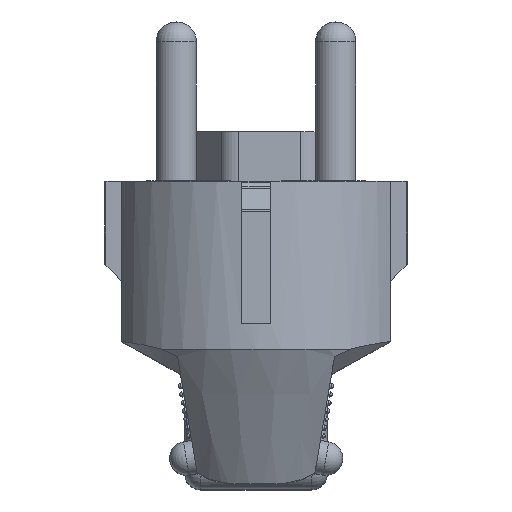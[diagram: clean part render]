
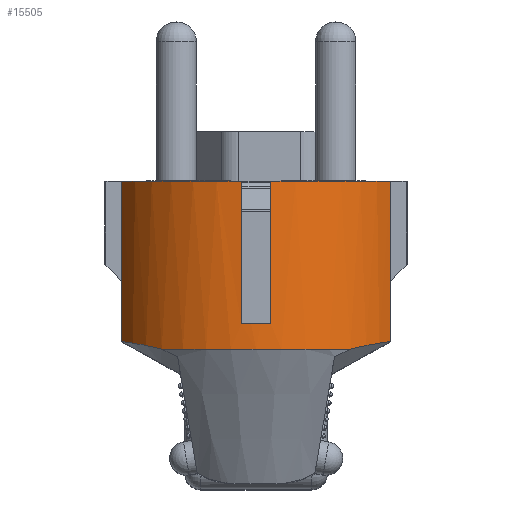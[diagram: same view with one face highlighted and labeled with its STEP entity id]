
A CAD part, top view. The second image highlights one B-rep face of the part: STEP entity #15505.
In plain terms, the highlighted cylindrical face has radius 18 mm (diameter 36 mm), a partial arc.
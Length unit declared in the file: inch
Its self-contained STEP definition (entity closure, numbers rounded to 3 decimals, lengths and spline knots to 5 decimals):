
#3 = CARTESIAN_POINT ( 'NONE',  ( 0.76276, -0.44111, -0.55465 ) ) ;
#128 = CARTESIAN_POINT ( 'NONE',  ( 0.66929, 0., 0. ) ) ;
#252 = CARTESIAN_POINT ( 'NONE',  ( 0.76388, -0.44841, -0.54876 ) ) ;
#312 = VERTEX_POINT ( 'NONE', #4746 ) ;
#351 = EDGE_CURVE ( 'NONE', #1982, #312, #9577, .T. ) ;
#509 = CARTESIAN_POINT ( 'NONE',  ( 0.66929, -0.7053, 0.0689 ) ) ;
#687 = CARTESIAN_POINT ( 'NONE',  ( 0.76538, -0.45777, 0.54098 ) ) ;
#921 = CARTESIAN_POINT ( 'NONE',  ( 0., 0., 0. ) ) ;
#947 = CARTESIAN_POINT ( 'NONE',  ( 1.41732, -0.32465, 0.62992 ) ) ;
#983 = VECTOR ( 'NONE', #16092, 39.37008 ) ;
#1044 = DIRECTION ( 'NONE',  ( -1., 0., 0. ) ) ;
#1130 = VERTEX_POINT ( 'NONE', #509 ) ;
#1172 = CARTESIAN_POINT ( 'NONE',  ( 0.75536, -0.37899, -0.59884 ) ) ;
#1181 = CARTESIAN_POINT ( 'NONE',  ( 0., -0.32465, 0.62992 ) ) ;
#1189 = CARTESIAN_POINT ( 'NONE',  ( 0.75143, -0.32465, -0.62992 ) ) ;
#1197 = EDGE_CURVE ( 'NONE', #15633, #312, #4725, .T. ) ;
#1220 = DIRECTION ( 'NONE',  ( 1., 0., 0. ) ) ;
#1713 = CARTESIAN_POINT ( 'NONE',  ( 1.41732, 0., 0. ) ) ;
#1982 = VERTEX_POINT ( 'NONE', #1189 ) ;
#2118 = LINE ( 'NONE', #947, #6876 ) ;
#2261 = DIRECTION ( 'NONE',  ( 0., 0., -1. ) ) ;
#2344 = CARTESIAN_POINT ( 'NONE',  ( 0.66929, -0.7053, -0.0689 ) ) ;
#2689 = CARTESIAN_POINT ( 'NONE',  ( 0.76331, -0.44475, -0.55173 ) ) ;
#2956 = EDGE_LOOP ( 'NONE', ( #5443, #6926, #10236, #14578, #6158, #16585, #14054, #12052, #4232, #12562 ) ) ;
#3047 = CIRCLE ( 'NONE', #11976, 0.70866 ) ;
#3071 = DIRECTION ( 'NONE',  ( 0., 0., -1. ) ) ;
#3232 = CARTESIAN_POINT ( 'NONE',  ( 0.75862, -0.41003, 0.57803 ) ) ;
#3309 = CARTESIAN_POINT ( 'NONE',  ( 0.76481, -0.45429, 0.5439 ) ) ;
#3310 = CARTESIAN_POINT ( 'NONE',  ( 0.7874, -0.55373, -0.44225 ) ) ;
#3394 = CIRCLE ( 'NONE', #4463, 0.70866 ) ;
#3471 = EDGE_CURVE ( 'NONE', #16081, #4430, #9154, .T. ) ;
#3802 = CARTESIAN_POINT ( 'NONE',  ( 0.76993, -0.48697, -0.51711 ) ) ;
#3874 = CARTESIAN_POINT ( 'NONE',  ( 0.7874, -0.55373, -0.44225 ) ) ;
#3950 = CARTESIAN_POINT ( 'NONE',  ( 0.76051, -0.42509, -0.56704 ) ) ;
#4119 = CARTESIAN_POINT ( 'NONE',  ( 0.75399, -0.36312, -0.60859 ) ) ;
#4232 = ORIENTED_EDGE ( 'NONE', *, *, #7134, .F. ) ;
#4397 = CARTESIAN_POINT ( 'NONE',  ( 0.7874, -0.55373, 0.44225 ) ) ;
#4430 = VERTEX_POINT ( 'NONE', #12787 ) ;
#4463 = AXIS2_PLACEMENT_3D ( 'NONE', #128, #5275, #6483 ) ;
#4498 = CARTESIAN_POINT ( 'NONE',  ( 0.7874, 0., 0. ) ) ;
#4725 = CIRCLE ( 'NONE', #10412, 0.70866 ) ;
#4737 = CARTESIAN_POINT ( 'NONE',  ( 0.76674, -0.46585, 0.53409 ) ) ;
#4746 = CARTESIAN_POINT ( 'NONE',  ( 0., -0.32465, -0.62992 ) ) ;
#5013 = VERTEX_POINT ( 'NONE', #6903 ) ;
#5275 = DIRECTION ( 'NONE',  ( 1., 0., 0. ) ) ;
#5443 = ORIENTED_EDGE ( 'NONE', *, *, #12614, .F. ) ;
#5703 = EDGE_CURVE ( 'NONE', #1982, #15728, #8493, .T. ) ;
#5775 = CARTESIAN_POINT ( 'NONE',  ( 1.41732, -0.32465, -0.62992 ) ) ;
#5857 = CARTESIAN_POINT ( 'NONE',  ( 0.78256, -0.53793, 0.46204 ) ) ;
#5953 = CARTESIAN_POINT ( 'NONE',  ( 0.75265, -0.34719, 0.61831 ) ) ;
#6029 = CARTESIAN_POINT ( 'NONE',  ( 0.76256, -0.44001, 0.55565 ) ) ;
#6158 = ORIENTED_EDGE ( 'NONE', *, *, #13296, .F. ) ;
#6316 = VERTEX_POINT ( 'NONE', #15921 ) ;
#6335 = CARTESIAN_POINT ( 'NONE',  ( 0.76368, -0.44717, -0.54977 ) ) ;
#6399 = DIRECTION ( 'NONE',  ( 0., 0., -1. ) ) ;
#6419 = VECTOR ( 'NONE', #7943, 39.37008 ) ;
#6478 = VECTOR ( 'NONE', #14422, 39.37008 ) ;
#6483 = DIRECTION ( 'NONE',  ( 0., 0., 1. ) ) ;
#6584 = CARTESIAN_POINT ( 'NONE',  ( 0.75859, -0.41003, -0.57813 ) ) ;
#6876 = VECTOR ( 'NONE', #1044, 39.37008 ) ;
#6903 = CARTESIAN_POINT ( 'NONE',  ( 0.75143, -0.32465, 0.62992 ) ) ;
#6926 = ORIENTED_EDGE ( 'NONE', *, *, #1197, .T. ) ;
#7134 = EDGE_CURVE ( 'NONE', #1130, #4430, #10651, .T. ) ;
#7291 = CARTESIAN_POINT ( 'NONE',  ( 0.75924, -0.4151, 0.57439 ) ) ;
#7663 = CARTESIAN_POINT ( 'NONE',  ( 0., 0., 0. ) ) ;
#7943 = DIRECTION ( 'NONE',  ( -1., 0., 0. ) ) ;
#8467 = CARTESIAN_POINT ( 'NONE',  ( 0.7543, -0.36879, 0.60564 ) ) ;
#8493 = B_SPLINE_CURVE_WITH_KNOTS ( 'NONE', 3,
 ( #14289, #11660, #11822, #4119, #14378, #1172, #11728, #15405, #6584, #3950, #9122, #3, #2689, #6335, #252, #3802, #16659, #3874 ),
 .UNSPECIFIED., .F., .F.,
 ( 4, 2, 2, 2, 2, 1, 1, 2, 2, 4 ),
 ( 0., 0.125, 0.1875, 0.25, 0.375, 0.4375, 0.46875, 0.48438, 0.5, 1. ),
 .UNSPECIFIED. ) ;
#8559 = CARTESIAN_POINT ( 'NONE',  ( 0.77053, -0.48626, 0.51566 ) ) ;
#9084 = VERTEX_POINT ( 'NONE', #2344 ) ;
#9122 = CARTESIAN_POINT ( 'NONE',  ( 0.76151, -0.43255, -0.5614 ) ) ;
#9154 = CIRCLE ( 'NONE', #15103, 0.70866 ) ;
#9577 = LINE ( 'NONE', #5775, #983 ) ;
#10236 = ORIENTED_EDGE ( 'NONE', *, *, #351, .F. ) ;
#10412 = AXIS2_PLACEMENT_3D ( 'NONE', #921, #13879, #2261 ) ;
#10510 = CARTESIAN_POINT ( 'NONE',  ( 1.41732, -0.7053, -0.0689 ) ) ;
#10572 = EDGE_CURVE ( 'NONE', #6316, #5013, #11687, .T. ) ;
#10651 = LINE ( 'NONE', #15822, #6419 ) ;
#10924 = CARTESIAN_POINT ( 'NONE',  ( 0.77819, -0.52124, 0.48075 ) ) ;
#11018 = CARTESIAN_POINT ( 'NONE',  ( 0.76444, -0.45196, 0.54583 ) ) ;
#11660 = CARTESIAN_POINT ( 'NONE',  ( 0.75204, -0.33591, -0.62412 ) ) ;
#11687 = B_SPLINE_CURVE_WITH_KNOTS ( 'NONE', 3,
 ( #4397, #5857, #10924, #12270, #8559, #15096, #4737, #687, #3309, #11018, #13730, #6029, #14936, #7291, #3232, #16008, #12368, #8467, #5953, #16084 ),
 .UNSPECIFIED., .F., .F.,
 ( 4, 2, 2, 1, 1, 2, 2, 2, 2, 2, 4 ),
 ( 0., 0.25, 0.375, 0.4375, 0.46875, 0.48437, 0.5, 0.625, 0.6875, 0.75, 1. ),
 .UNSPECIFIED. ) ;
#11728 = CARTESIAN_POINT ( 'NONE',  ( 0.75585, -0.38413, -0.59555 ) ) ;
#11822 = CARTESIAN_POINT ( 'NONE',  ( 0.75276, -0.34694, -0.61805 ) ) ;
#11976 = AXIS2_PLACEMENT_3D ( 'NONE', #4498, #12133, #3071 ) ;
#12033 = DIRECTION ( 'NONE',  ( 1., 0., 0. ) ) ;
#12052 = ORIENTED_EDGE ( 'NONE', *, *, #3471, .T. ) ;
#12133 = DIRECTION ( 'NONE',  ( 1., 0., 0. ) ) ;
#12270 = CARTESIAN_POINT ( 'NONE',  ( 0.77236, -0.49514, 0.50714 ) ) ;
#12368 = CARTESIAN_POINT ( 'NONE',  ( 0.7569, -0.39455, 0.5887 ) ) ;
#12562 = ORIENTED_EDGE ( 'NONE', *, *, #16647, .T. ) ;
#12614 = EDGE_CURVE ( 'NONE', #15633, #9084, #15843, .T. ) ;
#12744 = AXIS2_PLACEMENT_3D ( 'NONE', #1713, #12033, #15932 ) ;
#12787 = CARTESIAN_POINT ( 'NONE',  ( 0., -0.7053, 0.0689 ) ) ;
#13296 = EDGE_CURVE ( 'NONE', #6316, #15728, #3047, .T. ) ;
#13315 = FACE_OUTER_BOUND ( 'NONE', #2956, .T. ) ;
#13730 = CARTESIAN_POINT ( 'NONE',  ( 0.76426, -0.45083, 0.54677 ) ) ;
#13731 = CARTESIAN_POINT ( 'NONE',  ( 0., -0.7053, -0.0689 ) ) ;
#13879 = DIRECTION ( 'NONE',  ( 1., 0., 0. ) ) ;
#14054 = ORIENTED_EDGE ( 'NONE', *, *, #15635, .T. ) ;
#14289 = CARTESIAN_POINT ( 'NONE',  ( 0.75143, -0.32465, -0.62992 ) ) ;
#14378 = CARTESIAN_POINT ( 'NONE',  ( 0.75443, -0.36845, -0.60538 ) ) ;
#14422 = DIRECTION ( 'NONE',  ( 1., 0., 0. ) ) ;
#14578 = ORIENTED_EDGE ( 'NONE', *, *, #5703, .T. ) ;
#14754 = CYLINDRICAL_SURFACE ( 'NONE', #12744, 0.70866 ) ;
#14936 = CARTESIAN_POINT ( 'NONE',  ( 0.76116, -0.43017, 0.5633 ) ) ;
#15096 = CARTESIAN_POINT ( 'NONE',  ( 0.76798, -0.47269, 0.52801 ) ) ;
#15103 = AXIS2_PLACEMENT_3D ( 'NONE', #7663, #1220, #6399 ) ;
#15405 = CARTESIAN_POINT ( 'NONE',  ( 0.75742, -0.39979, -0.58526 ) ) ;
#15505 = ADVANCED_FACE ( 'NONE', ( #13315 ), #14754, .T. ) ;
#15633 = VERTEX_POINT ( 'NONE', #13731 ) ;
#15635 = EDGE_CURVE ( 'NONE', #5013, #16081, #2118, .T. ) ;
#15728 = VERTEX_POINT ( 'NONE', #3310 ) ;
#15822 = CARTESIAN_POINT ( 'NONE',  ( 1.41732, -0.7053, 0.0689 ) ) ;
#15843 = LINE ( 'NONE', #10510, #6478 ) ;
#15921 = CARTESIAN_POINT ( 'NONE',  ( 0.7874, -0.55373, 0.44225 ) ) ;
#15932 = DIRECTION ( 'NONE',  ( 0., 0., -1. ) ) ;
#16008 = CARTESIAN_POINT ( 'NONE',  ( 0.75746, -0.39979, 0.58516 ) ) ;
#16081 = VERTEX_POINT ( 'NONE', #1181 ) ;
#16084 = CARTESIAN_POINT ( 'NONE',  ( 0.75143, -0.32465, 0.62992 ) ) ;
#16092 = DIRECTION ( 'NONE',  ( -1., 0., 0. ) ) ;
#16585 = ORIENTED_EDGE ( 'NONE', *, *, #10572, .T. ) ;
#16647 = EDGE_CURVE ( 'NONE', #1130, #9084, #3394, .T. ) ;
#16659 = CARTESIAN_POINT ( 'NONE',  ( 0.77771, -0.52211, -0.48184 ) ) ;
